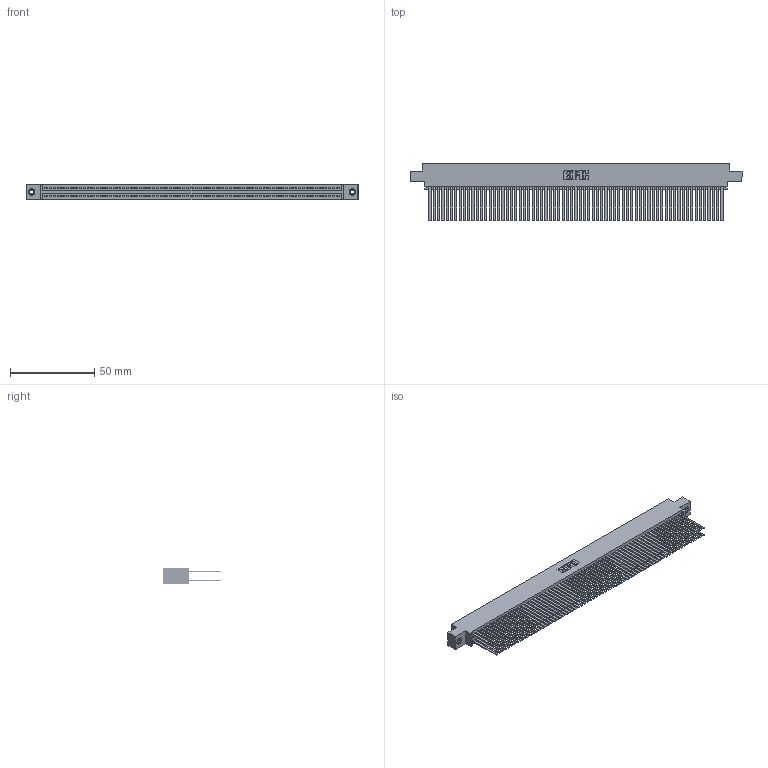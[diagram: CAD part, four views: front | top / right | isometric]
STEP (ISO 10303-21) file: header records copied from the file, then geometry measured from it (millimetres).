
FILE_DESCRIPTION (( 'STEP AP203' ), '1' );
FILE_NAME ('395-138-544-808.STEP', '2019-10-29T21:34:36', ( '' ), ( '' ), 'SwSTEP 2.0', 'SolidWorks 2016', '' );
FILE_SCHEMA (( 'CONFIG_CONTROL_DESIGN' ));
Length unit declared in the file: inch
Products named in the file (4): 395-138-544-808; 345 Part_0.170 Offset - 0.156 Dia-TI; 345-292-001_345-293-144; 345-250-001_345-250-003-102
Assembly tree (141 placements, depth 2):
  395-138-544-808
    345 Part_0.170 Offset - 0.156 Dia-TI
    345-292-001_345-293-144  x138
    345-250-001_345-250-003-102  x2
Bounding box: 196.47 x 33.96 x 9.4 mm (x, y, z)
Volume: 21150.4 mm3; surface area: 37613.6 mm2
Topology: 141 solids, 141 shells, 6262 faces, 18567 edges, 12186 vertices
Faces by surface type: plane 4118, cylinder 2128, cone 12, torus 4
Entity records: 51638 total; most frequent: CARTESIAN_POINT 8611, ORIENTED_EDGE 8538, DIRECTION 7583, EDGE_CURVE 4269, VECTOR 3845, LINE 3845, VERTEX_POINT 2840, AXIS2_PLACEMENT_3D 1869
